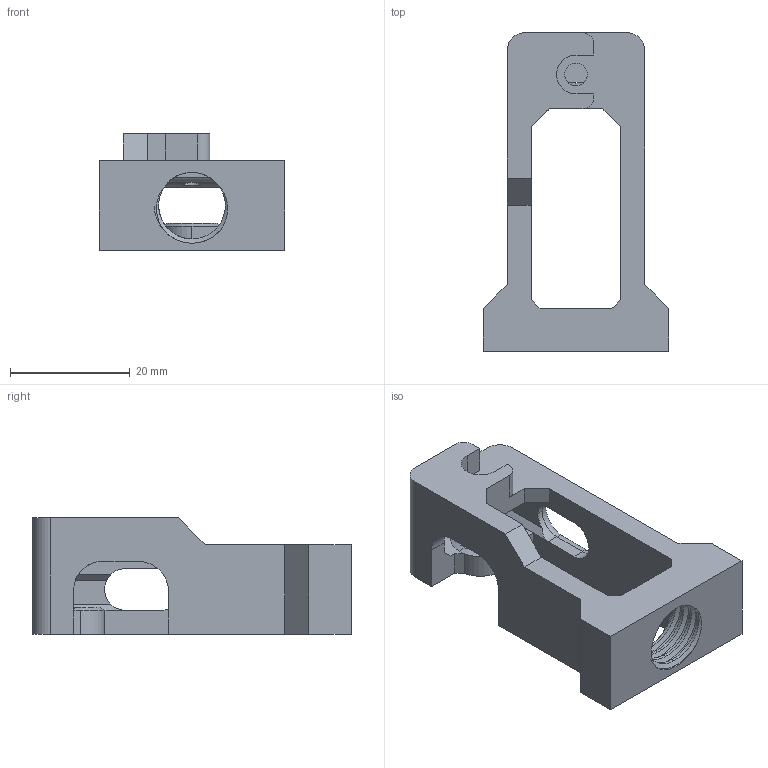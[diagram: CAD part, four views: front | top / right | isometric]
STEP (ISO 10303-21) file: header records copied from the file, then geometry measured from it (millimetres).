
FILE_DESCRIPTION (( 'STEP AP203' ), '1' );
FILE_NAME ('tensioner.STEP', '2018-05-18T07:23:11', ( '' ), ( '' ), 'SwSTEP 2.0', 'SolidWorks 2018', '' );
FILE_SCHEMA (( 'CONFIG_CONTROL_DESIGN' ));
Length unit declared in the file: millimetre
Products named in the file (1): tensioner
Bounding box: 31 x 53.25 x 19.5 mm (x, y, z)
Volume: 9443.3 mm3; surface area: 6048.8 mm2
Topology: 1 solids, 1 shells, 79 faces, 239 edges, 156 vertices
Faces by surface type: plane 43, cylinder 28, torus 3, bspline 3, cone 2
Entity records: 4847 total; most frequent: CARTESIAN_POINT 2656, ORIENTED_EDGE 478, DIRECTION 414, EDGE_CURVE 239, VERTEX_POINT 156, LINE 152, VECTOR 152, AXIS2_PLACEMENT_3D 131
